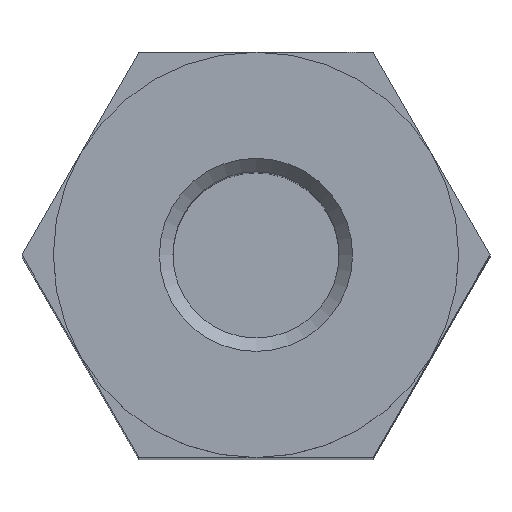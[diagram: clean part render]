
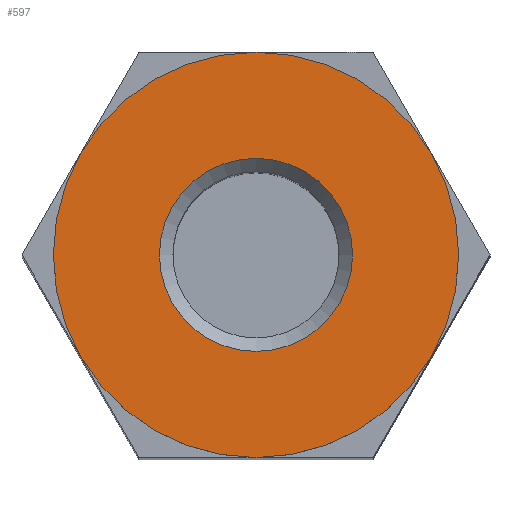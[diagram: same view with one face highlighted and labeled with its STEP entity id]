
A CAD part, top view. The second image highlights one B-rep face of the part: STEP entity #597.
In plain terms, the highlighted planar face has unit normal (0, 0, 1).
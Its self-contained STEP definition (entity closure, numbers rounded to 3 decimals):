
#94=PLANE('',#640);
#174=ORIENTED_EDGE('',*,*,#246,.T.);
#175=ORIENTED_EDGE('',*,*,#247,.F.);
#246=EDGE_CURVE('',#284,#284,#298,.T.);
#247=EDGE_CURVE('',#285,#285,#299,.T.);
#284=VERTEX_POINT('',#877);
#285=VERTEX_POINT('',#879);
#298=CIRCLE('',#641,1.43);
#299=CIRCLE('',#642,3.);
#329=EDGE_LOOP('',(#174));
#330=EDGE_LOOP('',(#175));
#365=FACE_BOUND('',#329,.T.);
#366=FACE_BOUND('',#330,.T.);
#597=ADVANCED_FACE('',(#365,#366),#94,.T.);
#640=AXIS2_PLACEMENT_3D('',#875,#747,#748);
#641=AXIS2_PLACEMENT_3D('',#876,#749,#750);
#642=AXIS2_PLACEMENT_3D('',#878,#751,#752);
#747=DIRECTION('',(0.,0.,1.));
#748=DIRECTION('',(1.,0.,0.));
#749=DIRECTION('',(0.,0.,-1.));
#750=DIRECTION('',(1.,0.,0.));
#751=DIRECTION('',(0.,0.,-1.));
#752=DIRECTION('',(-1.,0.,0.));
#875=CARTESIAN_POINT('',(0.,0.,9.5));
#876=CARTESIAN_POINT('',(0.,0.,9.5));
#877=CARTESIAN_POINT('',(1.43,0.,9.5));
#878=CARTESIAN_POINT('',(0.,0.,9.5));
#879=CARTESIAN_POINT('',(-3.,0.,9.5));
